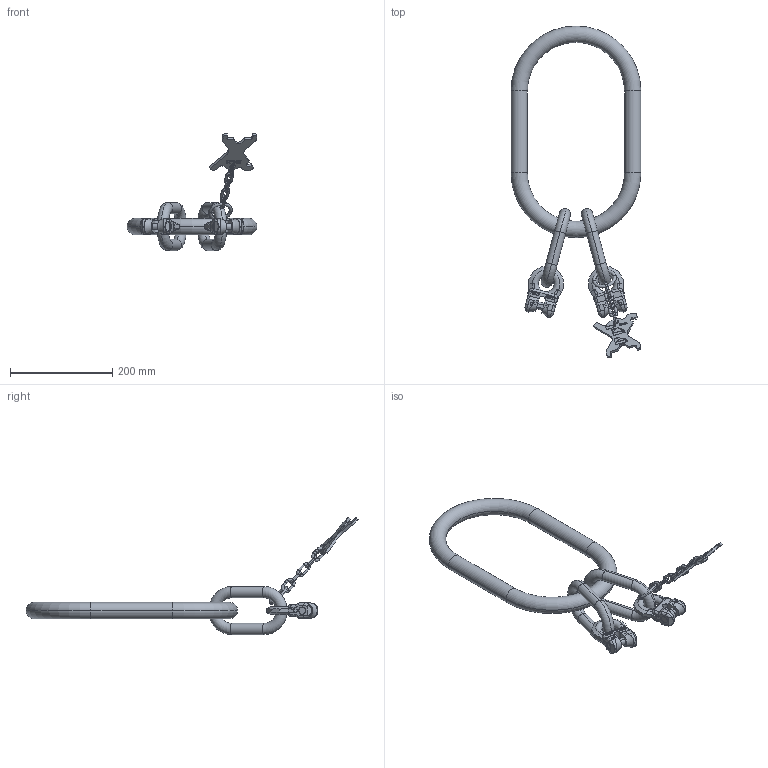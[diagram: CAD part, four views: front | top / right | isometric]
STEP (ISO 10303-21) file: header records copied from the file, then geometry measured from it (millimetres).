
FILE_DESCRIPTION((''),'2;1');
FILE_NAME('001-M34586-P-7_ASM','2014-07-03T',('Andreas.Wendler'),(''),'PRO/ENGINEER BY PARAMETRIC TECHNOLOGY CORPORATION, 2010140','PRO/ENGINEER BY PARAMETRIC TECHNOLOGY CORPORATION, 2010140','');
FILE_SCHEMA(('CONFIG_CONTROL_DESIGN'));
Length unit declared in the file: millimetre
Products named in the file (19): 001-M34585-P-7; 001-M34546-P-3; 001-M34461-P-1; 001-M31128-V01; 001-M31129-P-3; 001-M33743-001; 001-M31130-003_ASM; 001-M32117-P-3; 001-M34546-P-3_ASM; 001-M31128-V01_AF0; 001-M31129-P-3_AF0; 001-M33743-001_AF0; 001-M33743-001_AF1; 001-M33743-001_AF2; 001-M31130-003_AF0_ASM; 001-M31129-P-3_AF1; 001-M32117-P-3_AF0; 001-M34546-P-3_AF0_ASM; 001-M34586-P-7_ASM
Assembly tree (23 placements, depth 4):
  001-M34586-P-7_ASM
    001-M34585-P-7
    001-M34546-P-3_ASM
      001-M34546-P-3
      001-M34461-P-1
      001-M31128-V01
      001-M31129-P-3  x2
      001-M31130-003_ASM
        001-M33743-001  x3
      001-M32117-P-3
    001-M34546-P-3_AF0_ASM
      001-M34546-P-3
      001-M34461-P-1
      001-M31128-V01_AF0
      001-M31129-P-3_AF0
      001-M31130-003_AF0_ASM
        001-M33743-001_AF0
        001-M33743-001_AF1
        001-M33743-001_AF2
      001-M31129-P-3_AF1
      001-M32117-P-3_AF0
Bounding box: 254.11 x 649.66 x 229.43 mm (x, y, z)
Volume: 1276101.8 mm3; surface area: 202070.1 mm2
Topology: 12 solids, 12 shells, 1326 faces, 3652 edges, 2398 vertices
Faces by surface type: plane 1072, cylinder 182, torus 52, bspline 16, cone 4
Entity records: 31571 total; most frequent: CARTESIAN_POINT 6153, ORIENTED_EDGE 5382, DIRECTION 4922, EDGE_CURVE 2691, VECTOR 2348, LINE 2348, VERTEX_POINT 1775, AXIS2_PLACEMENT_3D 1287
